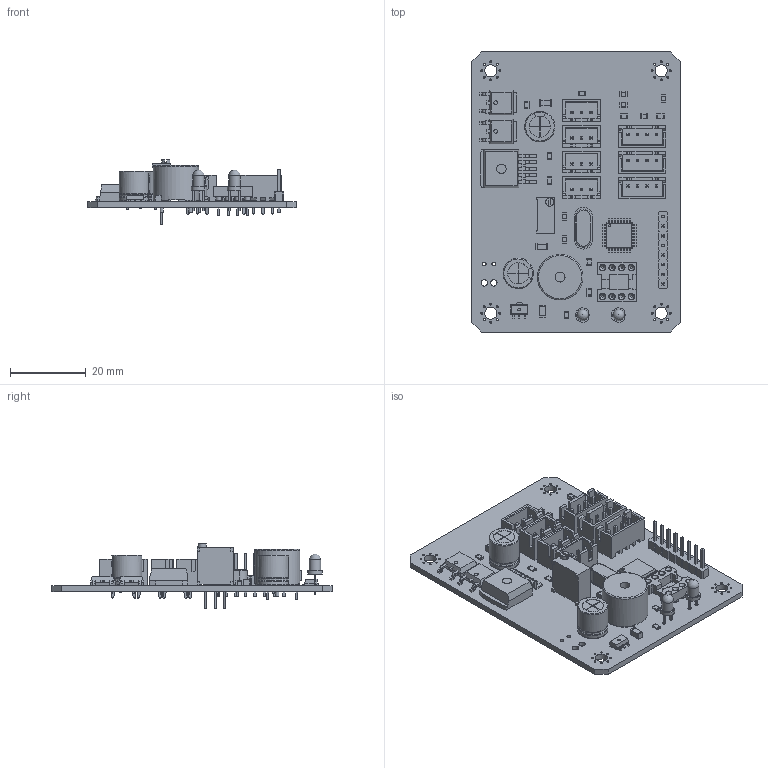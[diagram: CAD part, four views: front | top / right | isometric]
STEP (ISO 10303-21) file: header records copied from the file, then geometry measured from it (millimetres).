
FILE_DESCRIPTION(('KiCad electronic assembly'),'2;1');
FILE_NAME('DeltaAnomalain_v1.1.step','2024-05-13T16:30:19',('Pcbnew'),( 'Kicad'),'Open CASCADE STEP processor 7.6','KiCad to STEP converter' ,'Unknown');
FILE_SCHEMA(('AUTOMOTIVE_DESIGN { 1 0 10303 214 1 1 1 1 }'));
Length unit declared in the file: millimetre
Products named in the file (34): DeltaAnomalain_v1.1 1; CP_Radial_D8.0mm_P3.50mm; CP_Radial_D80mm_P350mm; PinHeader_1x08_P2.54mm_Vertical; PinHeader_1x08_P254mm_Vertical; R_0805_2012Metric; JST_XH_B4B-XH-A_1x04_P2.50mm_Vertical; JST_B4B_XH_A; LED_D3.0mm; Crystal_HC49-4H_Vertical; C_0805_2012Metric; TO-252-2; CQ assembly; JST_XH_B3B-XH-A_1x03_P2.50mm_Vertical; JST_B3B_XH_A; C_1206_3216Metric; TO-263-5_TabPin3; DIP-8_W7.62mm_Socket; DIP_8_W762mm_Socket; MagneticBuzzer_ProSignal_ABI-009-RC; MagneticBuzzer_ProSignal_ABI_009_RC; Potentiometer_Bourns_3296W_Vertical; SOT-89-3; LQFP-32_7x7mm_P0.8mm; LQFP_32_7x7mm_P08mm; DeltaAnomalain_PCB
Assembly tree (56 placements, depth 3):
  DeltaAnomalain_v1.1 1
    CP_Radial_D8.0mm_P3.50mm  x2
      CP_Radial_D80mm_P350mm
    PinHeader_1x08_P2.54mm_Vertical
      PinHeader_1x08_P254mm_Vertical
    R_0805_2012Metric  x8
      R_0805_2012Metric
    JST_XH_B4B-XH-A_1x04_P2.50mm_Vertical  x3
      JST_B4B_XH_A
    LED_D3.0mm  x2
      LED_D3.0mm
    Crystal_HC49-4H_Vertical
      Crystal_HC49-4H_Vertical
    C_0805_2012Metric  x7
      C_0805_2012Metric
    TO-252-2  x2
      CQ assembly
    JST_XH_B3B-XH-A_1x03_P2.50mm_Vertical  x4
      JST_B3B_XH_A
    C_1206_3216Metric  x3
      C_1206_3216Metric
    TO-263-5_TabPin3
      CQ assembly
    DIP-8_W7.62mm_Socket
      DIP_8_W762mm_Socket
    MagneticBuzzer_ProSignal_ABI-009-RC
      MagneticBuzzer_ProSignal_ABI_009_RC
    Potentiometer_Bourns_3296W_Vertical
      Potentiometer_Bourns_3296W_Vertical
    SOT-89-3
      CQ assembly
    LQFP-32_7x7mm_P0.8mm
      LQFP_32_7x7mm_P08mm
    DeltaAnomalain_PCB
Bounding box: 55 x 74 x 17.07 mm (x, y, z)
Volume: 11561.4 mm3; surface area: 17215.6 mm2
Topology: 58 solids, 60 shells, 2884 faces, 7402 edges, 4785 vertices
Faces by surface type: plane 2182, cylinder 578, bspline 72, cone 24, torus 14, revolution 12, sphere 2
Full cylindrical faces by diameter (mm): 0.5 x39, 0.508 x16, 0.51 x3, 0.7 x1, 0.8 x17, 0.9 x6, 0.95 x24, 1 x14, 1.524 x8, 1.7 x2, 1.724 x8, 2.19 x1, 2.5 x1, 2.6 x1, 3 x2, 3.2 x4, 12 x1
Entity records: 61702 total; most frequent: CARTESIAN_POINT 9996, ORIENTED_EDGE 8610, DIRECTION 8444, EDGE_CURVE 4305, LINE 3392, VECTOR 3392, VERTEX_POINT 2769, AXIS2_PLACEMENT_3D 2523
